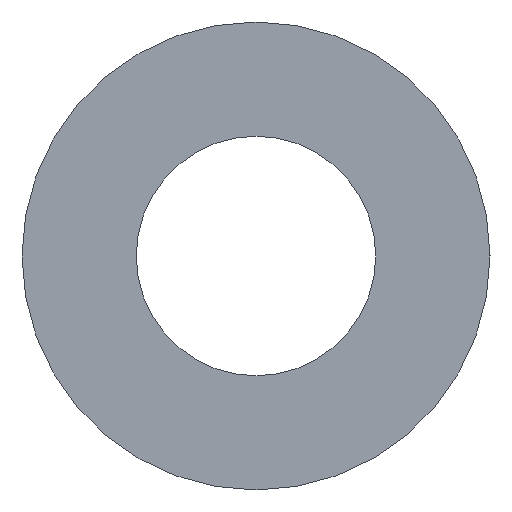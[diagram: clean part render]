
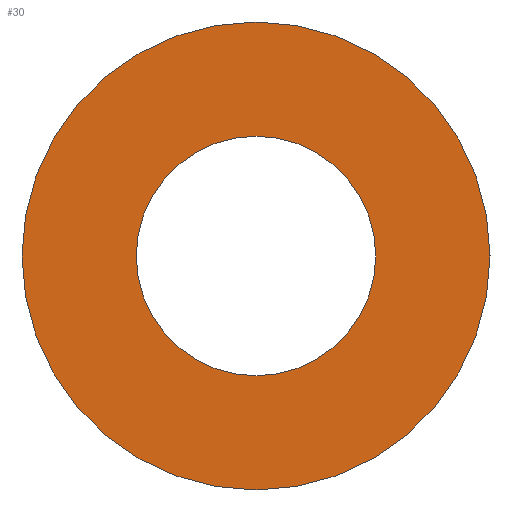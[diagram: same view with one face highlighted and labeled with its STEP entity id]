
A CAD part, left-side view. The second image highlights one B-rep face of the part: STEP entity #30.
In plain terms, the highlighted planar face has unit normal (-1, 0, 0).
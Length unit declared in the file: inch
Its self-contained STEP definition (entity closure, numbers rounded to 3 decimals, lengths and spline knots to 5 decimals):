
#10 = EDGE_CURVE ( 'NONE', #136, #136, #91, .T. ) ;
#14 = AXIS2_PLACEMENT_3D ( 'NONE', #148, #29, #130 ) ;
#16 = DIRECTION ( 'NONE',  ( -1., 0., 0. ) ) ;
#29 = DIRECTION ( 'NONE',  ( -1., 0., 0. ) ) ;
#30 = ADVANCED_FACE ( 'NONE', ( #141, #211 ), #109, .T. ) ;
#42 = DIRECTION ( 'NONE',  ( 1., 0., 0. ) ) ;
#67 = CARTESIAN_POINT ( 'NONE',  ( -1.9685, 1.49409, 0. ) ) ;
#91 = CIRCLE ( 'NONE', #14, 1.97638 ) ;
#98 = CARTESIAN_POINT ( 'NONE',  ( -1.9685, 0., -1.97638 ) ) ;
#109 = PLANE ( 'NONE',  #177 ) ;
#113 = CIRCLE ( 'NONE', #134, 1.01181 ) ;
#114 = DIRECTION ( 'NONE',  ( 0., 0., 1. ) ) ;
#130 = DIRECTION ( 'NONE',  ( 0., 0., -1. ) ) ;
#134 = AXIS2_PLACEMENT_3D ( 'NONE', #168, #42, #145 ) ;
#136 = VERTEX_POINT ( 'NONE', #98 ) ;
#141 = FACE_OUTER_BOUND ( 'NONE', #198, .T. ) ;
#145 = DIRECTION ( 'NONE',  ( 0., 0., -1. ) ) ;
#148 = CARTESIAN_POINT ( 'NONE',  ( -1.9685, 0., 0. ) ) ;
#154 = VERTEX_POINT ( 'NONE', #226 ) ;
#168 = CARTESIAN_POINT ( 'NONE',  ( -1.9685, 0., 0. ) ) ;
#176 = EDGE_CURVE ( 'NONE', #154, #154, #113, .T. ) ;
#177 = AXIS2_PLACEMENT_3D ( 'NONE', #67, #16, #114 ) ;
#186 = EDGE_LOOP ( 'NONE', ( #220 ) ) ;
#197 = ORIENTED_EDGE ( 'NONE', *, *, #10, .T. ) ;
#198 = EDGE_LOOP ( 'NONE', ( #197 ) ) ;
#211 = FACE_BOUND ( 'NONE', #186, .T. ) ;
#220 = ORIENTED_EDGE ( 'NONE', *, *, #176, .T. ) ;
#226 = CARTESIAN_POINT ( 'NONE',  ( -1.9685, 0., -1.01181 ) ) ;
